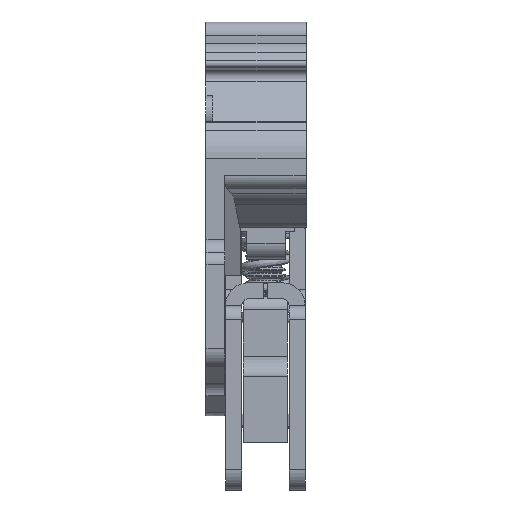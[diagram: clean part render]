
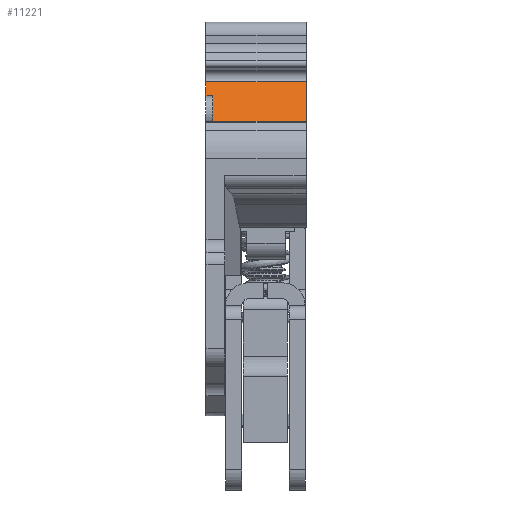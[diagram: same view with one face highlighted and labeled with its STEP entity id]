
A CAD part, left-side view. The second image highlights one B-rep face of the part: STEP entity #11221.
In plain terms, the highlighted planar face has unit normal (-0.707, 0, 0.707).
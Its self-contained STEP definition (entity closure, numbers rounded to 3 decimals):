
#460=LINE('',#17539,#1510);
#461=LINE('',#17543,#1511);
#583=LINE('',#17945,#1633);
#584=LINE('',#17946,#1634);
#585=LINE('',#17948,#1635);
#592=LINE('',#17963,#1642);
#593=LINE('',#17965,#1643);
#594=LINE('',#17966,#1644);
#1510=VECTOR('',#13245,1.784);
#1511=VECTOR('',#13248,1.784);
#1633=VECTOR('',#13642,0.5);
#1634=VECTOR('',#13643,0.5);
#1635=VECTOR('',#13646,2.5);
#1642=VECTOR('',#13659,7.5);
#1643=VECTOR('',#13660,6.068);
#1644=VECTOR('',#13661,7.5);
#2467=PLANE('',#11991);
#2851=FACE_OUTER_BOUND('',#4136,.T.);
#4136=EDGE_LOOP('',(#8419,#8420,#8421,#8422,#8423,#8424,#8425,#8426));
#5091=VERTEX_POINT('',#17536);
#5092=VERTEX_POINT('',#17538);
#5093=VERTEX_POINT('',#17540);
#5094=VERTEX_POINT('',#17542);
#5237=VERTEX_POINT('',#17942);
#5238=VERTEX_POINT('',#17943);
#5243=VERTEX_POINT('',#17962);
#5244=VERTEX_POINT('',#17964);
#6277=EDGE_CURVE('',#5092,#5091,#460,.T.);
#6279=EDGE_CURVE('',#5094,#5093,#461,.T.);
#6476=EDGE_CURVE('',#5093,#5238,#583,.T.);
#6477=EDGE_CURVE('',#5237,#5092,#584,.T.);
#6478=EDGE_CURVE('',#5238,#5237,#585,.T.);
#6485=EDGE_CURVE('',#5091,#5243,#592,.T.);
#6486=EDGE_CURVE('',#5243,#5244,#593,.T.);
#6487=EDGE_CURVE('',#5244,#5094,#594,.T.);
#8419=ORIENTED_EDGE('',*,*,#6476,.T.);
#8420=ORIENTED_EDGE('',*,*,#6478,.T.);
#8421=ORIENTED_EDGE('',*,*,#6477,.T.);
#8422=ORIENTED_EDGE('',*,*,#6277,.T.);
#8423=ORIENTED_EDGE('',*,*,#6485,.T.);
#8424=ORIENTED_EDGE('',*,*,#6486,.T.);
#8425=ORIENTED_EDGE('',*,*,#6487,.T.);
#8426=ORIENTED_EDGE('',*,*,#6279,.T.);
#11221=ADVANCED_FACE('',(#2851),#2467,.T.);
#11991=AXIS2_PLACEMENT_3D('',#17961,#13657,#13658);
#13245=DIRECTION('',(-0.707,0.,-0.707));
#13248=DIRECTION('',(-0.707,0.,-0.707));
#13642=DIRECTION('',(0.,-1.,0.));
#13643=DIRECTION('',(0.,1.,0.));
#13646=DIRECTION('',(-0.707,0.,-0.707));
#13657=DIRECTION('center_axis',(-0.707,0.,
0.707));
#13658=DIRECTION('ref_axis',(0.,-1.,0.));
#13659=DIRECTION('',(0.,-1.,0.));
#13660=DIRECTION('',(0.707,0.,0.707));
#13661=DIRECTION('',(0.,1.,0.));
#17536=CARTESIAN_POINT('',(-14.419,0.075,-15.218));
#17538=CARTESIAN_POINT('',(-13.158,0.075,-13.956));
#17539=CARTESIAN_POINT('',(-10.014,0.075,-10.812));
#17540=CARTESIAN_POINT('',(-11.39,0.075,-12.188));
#17542=CARTESIAN_POINT('',(-10.128,0.075,-10.927));
#17543=CARTESIAN_POINT('',(-10.014,0.075,-10.812));
#17942=CARTESIAN_POINT('',(-13.158,-0.425,-13.956));
#17943=CARTESIAN_POINT('',(-11.39,-0.425,-12.188));
#17945=CARTESIAN_POINT('',(-11.39,0.075,-12.188));
#17946=CARTESIAN_POINT('',(-13.158,0.075,-13.956));
#17948=CARTESIAN_POINT('',(-13.404,-0.425,-14.202));
#17961=CARTESIAN_POINT('Origin',(-14.534,0.075,-15.332));
#17962=CARTESIAN_POINT('',(-14.419,-7.425,-15.218));
#17963=CARTESIAN_POINT('',(-14.419,0.075,-15.218));
#17964=CARTESIAN_POINT('',(-10.128,-7.425,-10.927));
#17965=CARTESIAN_POINT('',(-14.419,-7.425,-15.218));
#17966=CARTESIAN_POINT('',(-10.128,0.075,-10.927));
